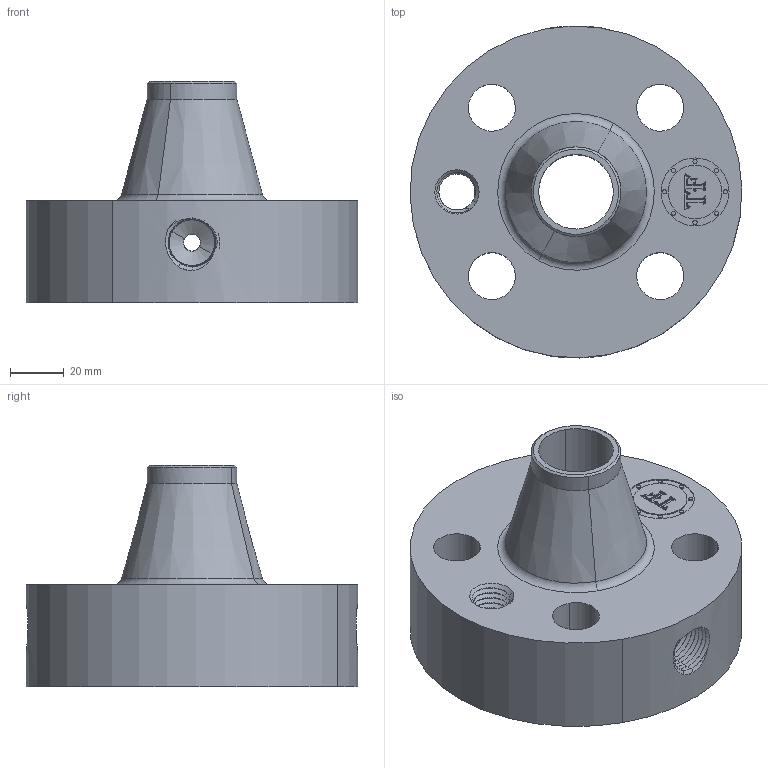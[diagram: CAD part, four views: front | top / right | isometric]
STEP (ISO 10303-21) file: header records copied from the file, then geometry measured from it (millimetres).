
FILE_DESCRIPTION(('3D STEP'),'2;1');
FILE_NAME('1-300-FF-WELD-NECK-10-ORIF-FLANGE.stp','2013-10-20T06:35:08+00:00',('Texas Flange'),(''),'CATIA Version 5 Release 20 SP 6 (IN-10)','CATIA V5 STEP AP214','800-826-3801');
FILE_SCHEMA(('AUTOMOTIVE_DESIGN { 1 0 10303 214 1 1 1 1 }'));
Length unit declared in the file: inch
Products named in the file (1): 1-300-FF-WELD-NECK-10-ORIF-FLANGE
Bounding box: 123.92 x 123.95 x 82.55 mm (x, y, z)
Volume: 415599.4 mm3; surface area: 63529.8 mm2
Topology: 1 solids, 1 shells, 761 faces, 2071 edges, 1330 vertices
Faces by surface type: plane 368, bspline 254, cylinder 85, cone 48, revolution 4, torus 2
Entity records: 32394 total; most frequent: CARTESIAN_POINT 13451, ORIENTED_EDGE 4142, EDGE_CURVE 2071, DIRECTION 2026, VERTEX_POINT 1330, VECTOR 1172, LINE 1172, B_SPLINE_CURVE_WITH_KNOTS 807
